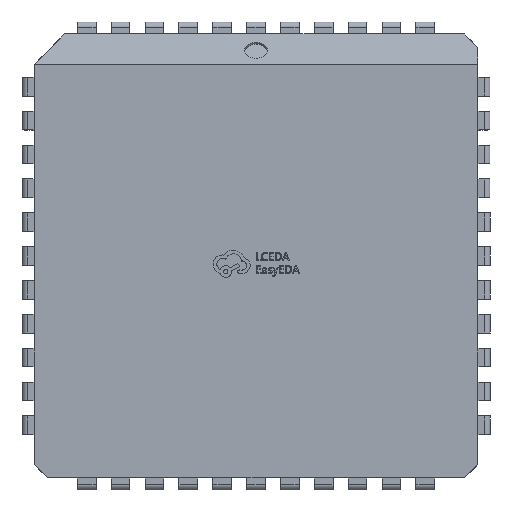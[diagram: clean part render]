
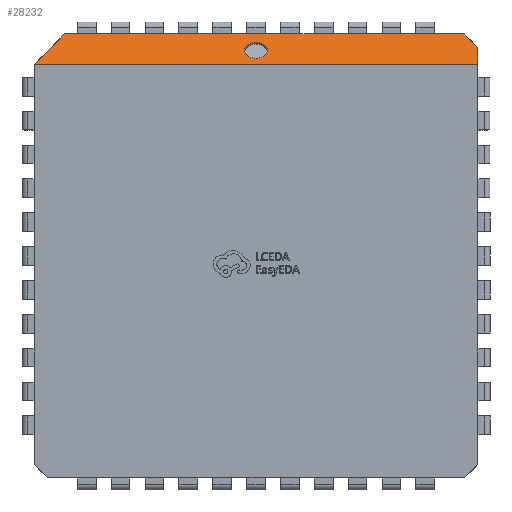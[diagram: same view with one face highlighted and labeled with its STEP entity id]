
A CAD part, top view. The second image highlights one B-rep face of the part: STEP entity #28232.
In plain terms, the highlighted planar face has unit normal (0, 0.707, 0.707).
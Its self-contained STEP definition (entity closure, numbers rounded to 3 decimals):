
#1283 = EDGE_CURVE ( 'NONE', #8461, #10839, #18225, .T. ) ;
#1322 = DIRECTION ( 'NONE',  ( 0., 0.707, 0.707 ) ) ;
#1994 = DIRECTION ( 'NONE',  ( 0., -0.707, 0.707 ) ) ;
#2739 = EDGE_CURVE ( 'NONE', #8461, #6592, #16280, .T. ) ;
#2869 = DIRECTION ( 'NONE',  ( 1., 0., 0. ) ) ;
#3241 = EDGE_CURVE ( 'NONE', #8431, #6592, #3700, .T. ) ;
#3255 = CARTESIAN_POINT ( 'NONE',  ( -7.19, 8.33, 2.924 ) ) ;
#3700 = LINE ( 'NONE', #12160, #12230 ) ;
#4130 = CARTESIAN_POINT ( 'NONE',  ( -8.33, 7.19, 4.064 ) ) ;
#4651 = DIRECTION ( 'NONE',  ( -0.577, -0.577, 0.577 ) ) ;
#4852 = VECTOR ( 'NONE', #21588, 1000. ) ;
#5083 = CARTESIAN_POINT ( 'NONE',  ( -8.33, 7.19, 4.064 ) ) ;
#5504 = FACE_BOUND ( 'NONE', #8117, .T. ) ;
#6394 = ORIENTED_EDGE ( 'NONE', *, *, #2739, .F. ) ;
#6504 = DIRECTION ( 'NONE',  ( 0., 0.707, 0.707 ) ) ;
#6592 = VERTEX_POINT ( 'NONE', #21629 ) ;
#7517 = EDGE_CURVE ( 'NONE', #16690, #22059, #22644, .T. ) ;
#8117 = EDGE_LOOP ( 'NONE', ( #14436, #22866 ) ) ;
#8431 = VERTEX_POINT ( 'NONE', #16366 ) ;
#8461 = VERTEX_POINT ( 'NONE', #3255 ) ;
#9062 = AXIS2_PLACEMENT_3D ( 'NONE', #20418, #22905, #9586 ) ;
#9586 = DIRECTION ( 'NONE',  ( 0., -0.707, 0.707 ) ) ;
#10055 = CARTESIAN_POINT ( 'NONE',  ( 0., 7.715, 3.539 ) ) ;
#10839 = VERTEX_POINT ( 'NONE', #4130 ) ;
#11125 = ORIENTED_EDGE ( 'NONE', *, *, #1283, .T. ) ;
#11914 = AXIS2_PLACEMENT_3D ( 'NONE', #10055, #1322, #16912 ) ;
#12108 = CARTESIAN_POINT ( 'NONE',  ( 0., 8.015, 3.239 ) ) ;
#12160 = CARTESIAN_POINT ( 'NONE',  ( 5.973, 10.177, 1.077 ) ) ;
#12191 = EDGE_CURVE ( 'NONE', #22059, #16690, #28766, .T. ) ;
#12230 = VECTOR ( 'NONE', #25325, 1000. ) ;
#12983 = ORIENTED_EDGE ( 'NONE', *, *, #3241, .T. ) ;
#14436 = ORIENTED_EDGE ( 'NONE', *, *, #7517, .F. ) ;
#14840 = CARTESIAN_POINT ( 'NONE',  ( -8.33, 7.19, 4.064 ) ) ;
#14976 = CARTESIAN_POINT ( 'NONE',  ( 0., 7.414, 3.84 ) ) ;
#14979 = PLANE ( 'NONE',  #21186 ) ;
#15380 = ORIENTED_EDGE ( 'NONE', *, *, #28233, .F. ) ;
#16280 = LINE ( 'NONE', #22757, #17334 ) ;
#16366 = CARTESIAN_POINT ( 'NONE',  ( 8.33, 7.82, 3.434 ) ) ;
#16690 = VERTEX_POINT ( 'NONE', #14976 ) ;
#16743 = VERTEX_POINT ( 'NONE', #28893 ) ;
#16912 = DIRECTION ( 'NONE',  ( 0., -0.707, 0.707 ) ) ;
#17334 = VECTOR ( 'NONE', #2869, 1000. ) ;
#17610 = LINE ( 'NONE', #24494, #22610 ) ;
#18225 = LINE ( 'NONE', #5083, #27863 ) ;
#19668 = CARTESIAN_POINT ( 'NONE',  ( 0., 7.19, 4.064 ) ) ;
#20418 = CARTESIAN_POINT ( 'NONE',  ( 0., 7.715, 3.539 ) ) ;
#21186 = AXIS2_PLACEMENT_3D ( 'NONE', #19668, #6504, #22011 ) ;
#21588 = DIRECTION ( 'NONE',  ( -1., 0., 0. ) ) ;
#21629 = CARTESIAN_POINT ( 'NONE',  ( 7.82, 8.33, 2.924 ) ) ;
#22011 = DIRECTION ( 'NONE',  ( 1., 0., 0. ) ) ;
#22059 = VERTEX_POINT ( 'NONE', #12108 ) ;
#22610 = VECTOR ( 'NONE', #1994, 1000. ) ;
#22644 = CIRCLE ( 'NONE', #9062, 0.425 ) ;
#22757 = CARTESIAN_POINT ( 'NONE',  ( 8.33, 8.33, 2.924 ) ) ;
#22866 = ORIENTED_EDGE ( 'NONE', *, *, #12191, .F. ) ;
#22905 = DIRECTION ( 'NONE',  ( 0., 0.707, 0.707 ) ) ;
#24494 = CARTESIAN_POINT ( 'NONE',  ( 8.33, 7.19, 4.064 ) ) ;
#25325 = DIRECTION ( 'NONE',  ( -0.577, 0.577, -0.577 ) ) ;
#25858 = EDGE_LOOP ( 'NONE', ( #15380, #12983, #6394, #11125, #26454 ) ) ;
#26122 = LINE ( 'NONE', #14840, #4852 ) ;
#26454 = ORIENTED_EDGE ( 'NONE', *, *, #28228, .F. ) ;
#27746 = FACE_OUTER_BOUND ( 'NONE', #25858, .T. ) ;
#27863 = VECTOR ( 'NONE', #4651, 1000. ) ;
#28228 = EDGE_CURVE ( 'NONE', #16743, #10839, #26122, .T. ) ;
#28232 = ADVANCED_FACE ( 'NONE', ( #5504, #27746 ), #14979, .T. ) ;
#28233 = EDGE_CURVE ( 'NONE', #8431, #16743, #17610, .T. ) ;
#28766 = CIRCLE ( 'NONE', #11914, 0.425 ) ;
#28893 = CARTESIAN_POINT ( 'NONE',  ( 8.33, 7.19, 4.064 ) ) ;
